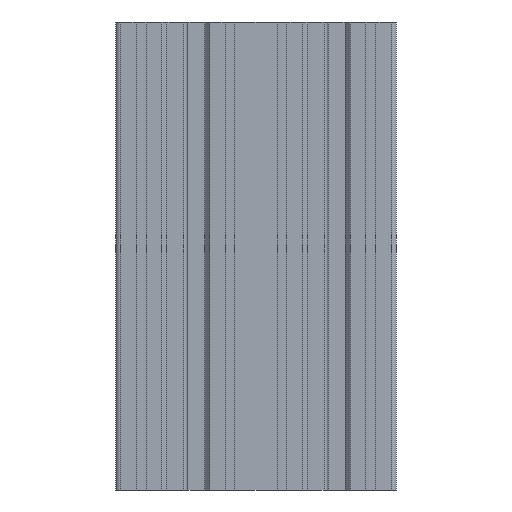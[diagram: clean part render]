
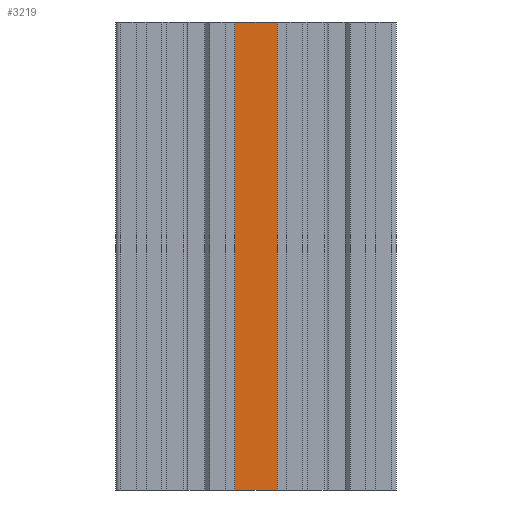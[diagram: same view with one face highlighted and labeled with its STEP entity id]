
A CAD part, front view. The second image highlights one B-rep face of the part: STEP entity #3219.
In plain terms, the highlighted planar face has unit normal (0, -1, 0).
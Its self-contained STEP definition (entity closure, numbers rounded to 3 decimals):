
#30=PLANE('',#3420);
#172=FACE_OUTER_BOUND('',#335,.T.);
#335=EDGE_LOOP('',(#2253,#2254,#2255,#2256));
#514=LINE('',#4552,#937);
#517=LINE('',#4558,#940);
#518=LINE('',#4560,#941);
#519=LINE('',#4561,#942);
#937=VECTOR('',#3685,1000.);
#940=VECTOR('',#3690,1000.);
#941=VECTOR('',#3691,1000.);
#942=VECTOR('',#3692,1000.);
#1431=VERTEX_POINT('',#4549);
#1432=VERTEX_POINT('',#4551);
#1434=VERTEX_POINT('',#4557);
#1435=VERTEX_POINT('',#4559);
#1760=EDGE_CURVE('',#1432,#1431,#514,.T.);
#1763=EDGE_CURVE('',#1431,#1434,#517,.T.);
#1764=EDGE_CURVE('',#1435,#1434,#518,.T.);
#1765=EDGE_CURVE('',#1432,#1435,#519,.T.);
#2253=ORIENTED_EDGE('',*,*,#1763,.T.);
#2254=ORIENTED_EDGE('',*,*,#1764,.F.);
#2255=ORIENTED_EDGE('',*,*,#1765,.F.);
#2256=ORIENTED_EDGE('',*,*,#1760,.T.);
#3219=ADVANCED_FACE('',(#172),#30,.F.);
#3420=AXIS2_PLACEMENT_3D('',#4556,#3688,#3689);
#3685=DIRECTION('',(0.,0.,-1.));
#3688=DIRECTION('center_axis',(0.,1.,0.));
#3689=DIRECTION('ref_axis',(0.,0.,1.));
#3690=DIRECTION('',(1.,0.,0.));
#3691=DIRECTION('',(0.,0.,-1.));
#3692=DIRECTION('',(1.,0.,0.));
#4549=CARTESIAN_POINT('',(2128.389,1181.182,0.));
#4551=CARTESIAN_POINT('',(2128.389,1181.182,100.));
#4552=CARTESIAN_POINT('',(2128.389,1181.182,50.));
#4556=CARTESIAN_POINT('Origin',(0.,1181.182,50.));
#4557=CARTESIAN_POINT('',(2137.389,1181.182,0.));
#4558=CARTESIAN_POINT('',(0.,1181.182,0.));
#4559=CARTESIAN_POINT('',(2137.389,1181.182,100.));
#4560=CARTESIAN_POINT('',(2137.389,1181.182,50.));
#4561=CARTESIAN_POINT('',(0.,1181.182,100.));
